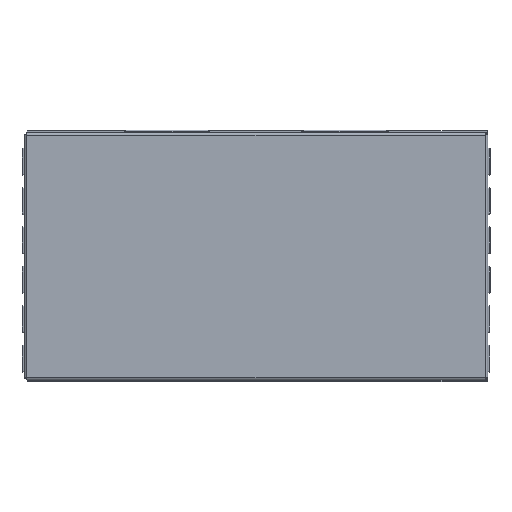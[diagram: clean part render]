
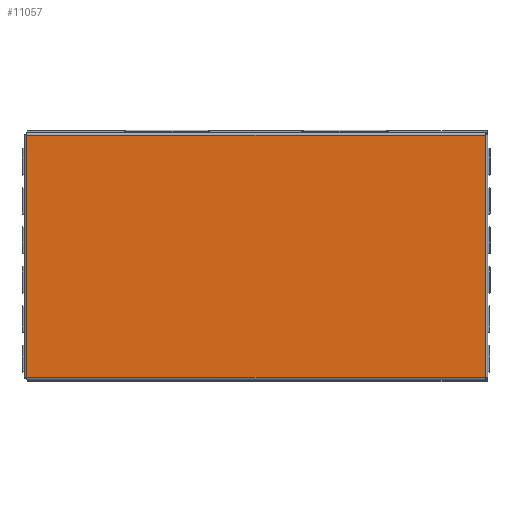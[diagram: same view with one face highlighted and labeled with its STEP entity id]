
A CAD part, front view. The second image highlights one B-rep face of the part: STEP entity #11057.
In plain terms, the highlighted planar face has unit normal (0, -1, 0).
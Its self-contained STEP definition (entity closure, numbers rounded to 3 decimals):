
#1535 = DIRECTION ( 'NONE',  ( 0., -1., 0. ) ) ;
#1730 = CARTESIAN_POINT ( 'NONE',  ( -298.4, 0., -78.4 ) ) ;
#2036 = VERTEX_POINT ( 'NONE', #16530 ) ;
#2713 = CARTESIAN_POINT ( 'NONE',  ( 0., 0., -78.4 ) ) ;
#3704 = CARTESIAN_POINT ( 'NONE',  ( -1.6, 0., 78.4 ) ) ;
#4100 = CARTESIAN_POINT ( 'NONE',  ( 0., 0., 78.4 ) ) ;
#5105 = LINE ( 'NONE', #2713, #12539 ) ;
#5459 = VECTOR ( 'NONE', #32004, 1000. ) ;
#5612 = LINE ( 'NONE', #20874, #5459 ) ;
#5999 = ORIENTED_EDGE ( 'NONE', *, *, #31017, .F. ) ;
#8305 = ORIENTED_EDGE ( 'NONE', *, *, #29051, .T. ) ;
#8552 = VERTEX_POINT ( 'NONE', #3704 ) ;
#8614 = VERTEX_POINT ( 'NONE', #27509 ) ;
#8692 = FACE_OUTER_BOUND ( 'NONE', #10630, .T. ) ;
#9191 = ORIENTED_EDGE ( 'NONE', *, *, #12053, .T. ) ;
#10630 = EDGE_LOOP ( 'NONE', ( #8305, #29432, #5999, #9191 ) ) ;
#11057 = ADVANCED_FACE ( 'NONE', ( #8692 ), #27570, .T. ) ;
#11812 = VERTEX_POINT ( 'NONE', #22974 ) ;
#12053 = EDGE_CURVE ( 'NONE', #2036, #8552, #19545, .T. ) ;
#12539 = VECTOR ( 'NONE', #31830, 1000. ) ;
#16530 = CARTESIAN_POINT ( 'NONE',  ( -1.6, 0., -78.4 ) ) ;
#19545 = LINE ( 'NONE', #33211, #30747 ) ;
#19736 = LINE ( 'NONE', #1730, #26877 ) ;
#20874 = CARTESIAN_POINT ( 'NONE',  ( 0., 0., 78.4 ) ) ;
#22886 = EDGE_CURVE ( 'NONE', #11812, #8614, #19736, .T. ) ;
#22974 = CARTESIAN_POINT ( 'NONE',  ( -298.4, 0., 78.4 ) ) ;
#24500 = DIRECTION ( 'NONE',  ( 1., 0., 0. ) ) ;
#25341 = DIRECTION ( 'NONE',  ( 0., 0., 1. ) ) ;
#26877 = VECTOR ( 'NONE', #30142, 1000. ) ;
#27509 = CARTESIAN_POINT ( 'NONE',  ( -298.4, 0., -78.4 ) ) ;
#27570 = PLANE ( 'NONE',  #33530 ) ;
#29051 = EDGE_CURVE ( 'NONE', #8552, #11812, #5612, .T. ) ;
#29432 = ORIENTED_EDGE ( 'NONE', *, *, #22886, .T. ) ;
#30142 = DIRECTION ( 'NONE',  ( 0., 0., -1. ) ) ;
#30747 = VECTOR ( 'NONE', #25341, 1000. ) ;
#31017 = EDGE_CURVE ( 'NONE', #2036, #8614, #5105, .T. ) ;
#31830 = DIRECTION ( 'NONE',  ( -1., 0., 0. ) ) ;
#32004 = DIRECTION ( 'NONE',  ( -1., 0., 0. ) ) ;
#33211 = CARTESIAN_POINT ( 'NONE',  ( -1.6, 0., 78.4 ) ) ;
#33530 = AXIS2_PLACEMENT_3D ( 'NONE', #4100, #1535, #24500 ) ;
